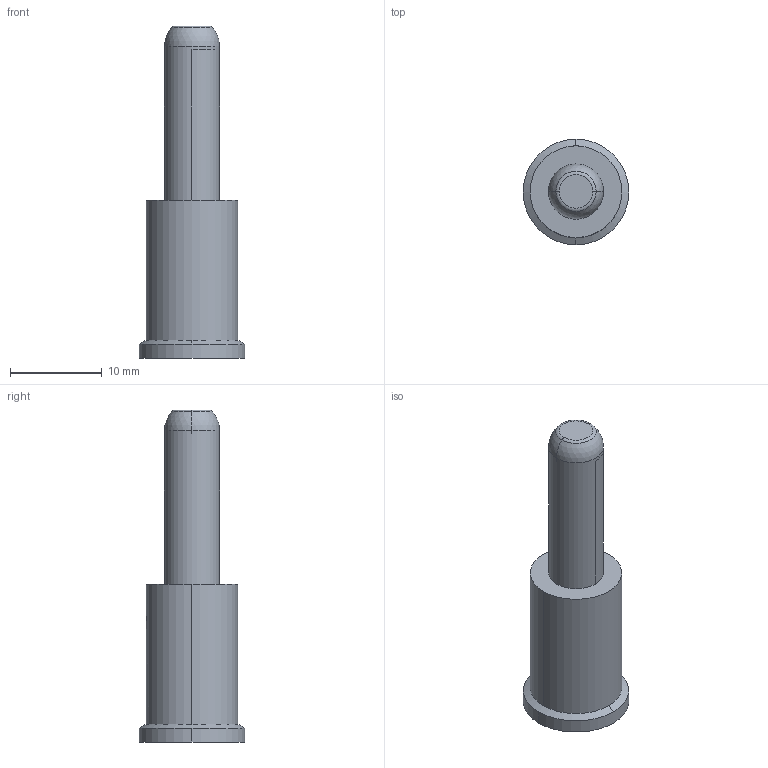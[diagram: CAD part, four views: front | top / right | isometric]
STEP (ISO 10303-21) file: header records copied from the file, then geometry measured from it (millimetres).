
FILE_DESCRIPTION(('Creo Elements/Direct Modeling STEP Export'),'2;1');
FILE_NAME('0ln7uvk59slqsi03488','2021-03-25T11:43:36',(''),(''),'Creo Elements/Direct Modeling STEP processor for AP214 (Solid Model)','Creo Elements/Direct Modeling 20.1B 02-Apr-2019 (C) Parametric Technology GmbH','');
FILE_SCHEMA(('AUTOMOTIVE_DESIGN { 1 0 10303 214 1 1 1 1 }'));
Length unit declared in the file: millimetre
Products named in the file (2): CX7MA 25 P
Assembly tree (1 placements, depth 2):
  CX7MA 25 P
    CX7MA 25 P
Bounding box: 11.5 x 11.5 x 36.2 mm (x, y, z)
Volume: 1295.3 mm3; surface area: 1415.9 mm2
Topology: 1 solids, 1 shells, 26 faces, 59 edges, 36 vertices
Faces by surface type: cylinder 12, cone 6, plane 4, sphere 2, torus 2
Entity records: 1213 total; most frequent: CARTESIAN_POINT 585, ORIENTED_EDGE 114, DIRECTION 106, EDGE_CURVE 57, AXIS2_PLACEMENT_3D 44, VERTEX_POINT 36, EDGE_LOOP 31, FACE_OUTER_BOUND 26
